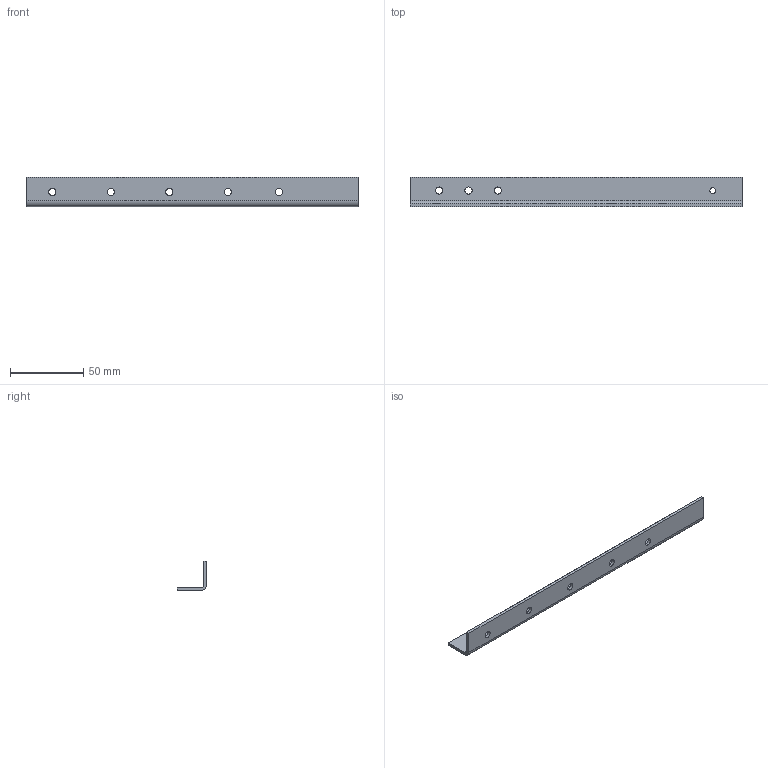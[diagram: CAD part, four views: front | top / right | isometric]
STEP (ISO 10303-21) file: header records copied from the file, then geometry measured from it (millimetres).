
FILE_DESCRIPTION(/* description */ (''),/* implementation_level */ '2;1');
FILE_NAME(/* name */ 'Lokk_strut.stp',/* time_stamp */ '2025-04-29T09:55:58+02:00',/* author */ ('saeth'),/* organization */ (''),/* preprocessor_version */ 'ST-DEVELOPER v20',/* originating_system */ 'Autodesk Inventor 2025',/* authorisation */ '');
FILE_SCHEMA (('AUTOMOTIVE_DESIGN { 1 0 10303 214 3 1 1 }'));
Length unit declared in the file: millimetre
Products named in the file (1): Lokk_strut
Bounding box: 227 x 20 x 20 mm (x, y, z)
Volume: 16340.6 mm3; surface area: 17666.9 mm2
Topology: 1 solids, 1 shells, 21 faces, 53 edges, 34 vertices
Faces by surface type: cylinder 11, plane 10
Full cylindrical faces by diameter (mm): 4 x1, 4.9 x8
Entity records: 716 total; most frequent: DIRECTION 119, CARTESIAN_POINT 109, ORIENTED_EDGE 106, EDGE_CURVE 53, AXIS2_PLACEMENT_3D 44, EDGE_LOOP 39, VERTEX_POINT 34, LINE 31
